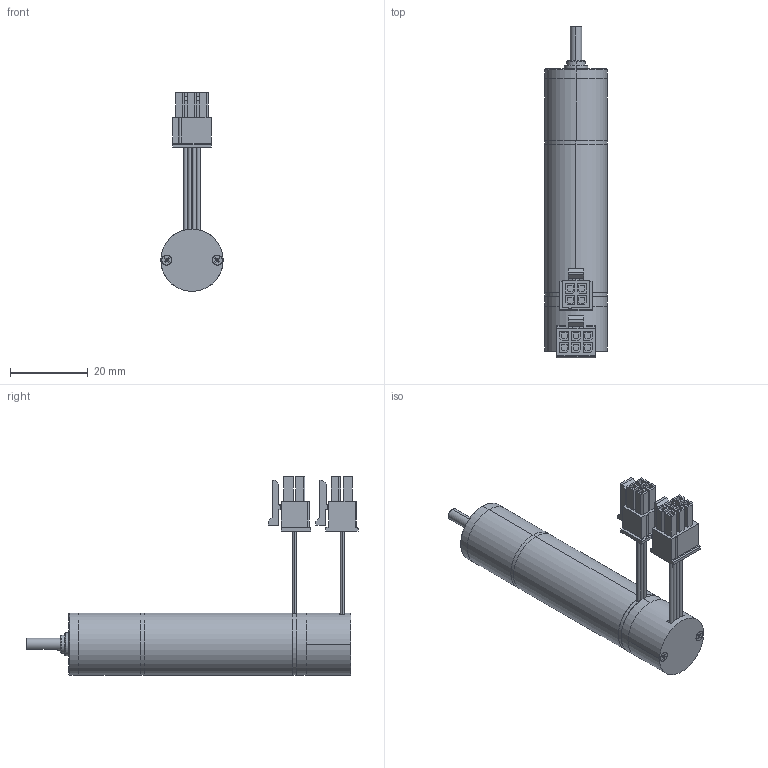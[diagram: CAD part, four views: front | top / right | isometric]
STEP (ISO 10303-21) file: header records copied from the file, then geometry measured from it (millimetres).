
FILE_DESCRIPTION (( 'STEP AP214' ), '1' );
FILE_NAME ('M16BLS54-24-00160-GX14.36 湍傷赽.STEP', '2022-12-19T07:04:47', ( '' ), ( '' ), 'SwSTEP 2.0', 'SolidWorks 2020', '' );
FILE_SCHEMA (( 'AUTOMOTIVE_DESIGN' ));
Length unit declared in the file: millimetre
Products named in the file (10): M16BLS54-24-00160-GX14.36 湍傷赽; 16萇儂; GB╱T 819.1-2016[十字槽沉头螺钉M1.4×10]_M1.6×10; 430250400; 晤鎢ん盄; 16雄薯盄; PCB板; 16电机编码器后盖（无口版); 分体式伺服电机编码器接头; 16萇儂綴裔
Assembly tree (10 placements, depth 2):
  M16BLS54-24-00160-GX14.36 湍傷赽
    16电机编码器后盖（无口版)
    16萇儂
    16萇儂綴裔
    PCB板
    晤鎢ん盄
    16雄薯盄
    GB╱T 819.1-2016[十字槽沉头螺钉M1.4×10]_M1.6×10  x2
    分体式伺服电机编码器接头
    430250400
Bounding box: 16 x 85.2 x 51 mm (x, y, z)
Volume: 15091.5 mm3; surface area: 10527.3 mm2
Topology: 19 solids, 19 shells, 552 faces, 1325 edges, 854 vertices
Faces by surface type: plane 367, cylinder 137, cone 28, bspline 16, torus 4
Entity records: 15998 total; most frequent: CARTESIAN_POINT 2863, DIRECTION 2495, ORIENTED_EDGE 2438, EDGE_CURVE 1219, VECTOR 919, LINE 919, VERTEX_POINT 797, AXIS2_PLACEMENT_3D 788
